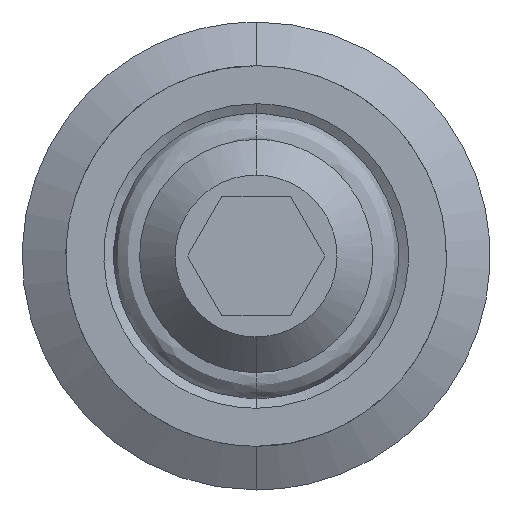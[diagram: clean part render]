
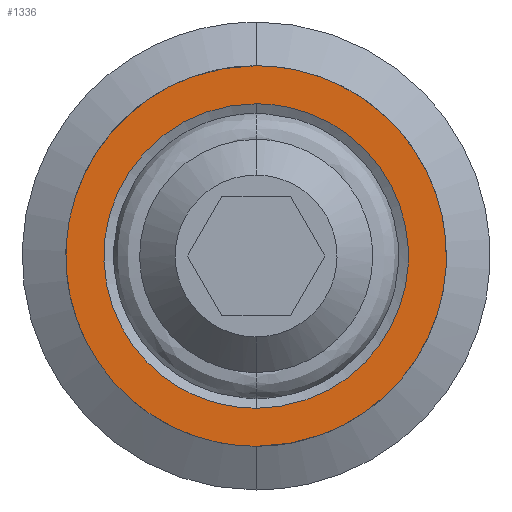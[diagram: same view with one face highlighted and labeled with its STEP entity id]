
A CAD part, front view. The second image highlights one B-rep face of the part: STEP entity #1336.
In plain terms, the highlighted free-form (B-spline) face has degree [1, 1] with [2, 2] control points.
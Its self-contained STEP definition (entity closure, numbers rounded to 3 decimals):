
#19 = CARTESIAN_POINT ( 'NONE',  ( -3.199, 4., -2.457 ) ) ;
#27 = CARTESIAN_POINT ( 'NONE',  ( -3.896, 4., 1.045 ) ) ;
#159 = ORIENTED_EDGE ( 'NONE', *, *, #1482, .T. ) ;
#219 = CARTESIAN_POINT ( 'NONE',  ( -3.999, 4., -0.525 ) ) ;
#415 = CARTESIAN_POINT ( 'NONE',  ( -3.999, 4., 0.525 ) ) ;
#439 = CARTESIAN_POINT ( 'NONE',  ( 4.047, 4., 4.047 ) ) ;
#454 = CARTESIAN_POINT ( 'NONE',  ( -6.4, 4., 3.2 ) ) ;
#471 = CARTESIAN_POINT ( 'NONE',  ( -6.4, 4., -3.2 ) ) ;
#478 = CARTESIAN_POINT ( 'NONE',  ( 0., 4., 3.2 ) ) ;
#543 = FACE_BOUND ( 'NONE', #1779, .T. ) ;
#561 = CARTESIAN_POINT ( 'NONE',  ( 1.045, 4., 3.896 ) ) ;
#569 = EDGE_CURVE ( 'NONE', #2511, #2497, #1261, .T. ) ;
#578 = CARTESIAN_POINT ( 'NONE',  ( 3.199, 4., -2.457 ) ) ;
#631 = CARTESIAN_POINT ( 'NONE',  ( -3.494, 4., -2.016 ) ) ;
#642 = CARTESIAN_POINT ( 'NONE',  ( -4.047, 4., -4.047 ) ) ;
#780 = CARTESIAN_POINT ( 'NONE',  ( 0.525, 4., 3.999 ) ) ;
#803 = CARTESIAN_POINT ( 'NONE',  ( 3.896, 4., -1.045 ) ) ;
#840 = CARTESIAN_POINT ( 'NONE',  ( 3.2, 4., -1.875 ) ) ;
#844 = EDGE_CURVE ( 'NONE', #1013, #1230, #2641, .T. ) ;
#847 = CARTESIAN_POINT ( 'NONE',  ( -3.199, 4., 2.457 ) ) ;
#859 = ORIENTED_EDGE ( 'NONE', *, *, #569, .F. ) ;
#953 = FACE_OUTER_BOUND ( 'NONE', #1074, .T. ) ;
#984 = CARTESIAN_POINT ( 'NONE',  ( 3.896, 4., 1.045 ) ) ;
#1000 = CARTESIAN_POINT ( 'NONE',  ( 0., 4., -3.999 ) ) ;
#1013 = VERTEX_POINT ( 'NONE', #2682 ) ;
#1029 = CARTESIAN_POINT ( 'NONE',  ( -1.045, 4., 3.896 ) ) ;
#1035 = CARTESIAN_POINT ( 'NONE',  ( -2.016, 4., -3.494 ) ) ;
#1055 = CARTESIAN_POINT ( 'NONE',  ( -2.457, 4., 3.199 ) ) ;
#1074 = EDGE_LOOP ( 'NONE', ( #159, #2680 ) ) ;
#1153 = CARTESIAN_POINT ( 'NONE',  ( 0., 4., 3.2 ) ) ;
#1208 = CARTESIAN_POINT ( 'NONE',  ( 3.494, 4., 2.016 ) ) ;
#1230 = VERTEX_POINT ( 'NONE', #1000 ) ;
#1237 = CARTESIAN_POINT ( 'NONE',  ( 0.525, 4., -3.999 ) ) ;
#1252 = ORIENTED_EDGE ( 'NONE', *, *, #1273, .F. ) ;
#1261 =( BOUNDED_CURVE ( )  B_SPLINE_CURVE ( 3, ( #478, #454, #471, #2406 ),
 .UNSPECIFIED., .F., .T. ) 
 B_SPLINE_CURVE_WITH_KNOTS ( ( 4, 4 ),
 ( -3.142, 0. ),
 .UNSPECIFIED. ) 
 CURVE ( )  GEOMETRIC_REPRESENTATION_ITEM ( )  RATIONAL_B_SPLINE_CURVE ( ( 1., 0.333, 0.333, 1. ) ) 
 REPRESENTATION_ITEM ( '' )  );
#1264 = CARTESIAN_POINT ( 'NONE',  ( -0.525, 4., -3.999 ) ) ;
#1273 = EDGE_CURVE ( 'NONE', #2497, #2511, #2584, .T. ) ;
#1336 = ADVANCED_FACE ( 'NONE', ( #543, #953 ), #1822, .T. ) ;
#1393 = B_SPLINE_CURVE_WITH_KNOTS ( 'NONE', 3,
 ( #1646, #1237, #2534, #2086, #2066, #578, #2491, #803, #2272, #2095, #984, #1208, #2298, #1426, #1860, #561, #780, #2277 ),
 .UNSPECIFIED., .F., .F.,
 ( 4, 2, 2, 2, 2, 2, 2, 2, 4 ),
 ( 0., 0.393, 0.785, 1.178, 1.571, 1.963, 2.356, 2.749, 3.142 ),
 .UNSPECIFIED. ) ;
#1426 = CARTESIAN_POINT ( 'NONE',  ( 2.457, 4., 3.199 ) ) ;
#1478 = CARTESIAN_POINT ( 'NONE',  ( 1.875, 4., 3.2 ) ) ;
#1482 = EDGE_CURVE ( 'NONE', #1230, #1013, #1393, .T. ) ;
#1494 = CARTESIAN_POINT ( 'NONE',  ( 1.875, 4., -3.2 ) ) ;
#1646 = CARTESIAN_POINT ( 'NONE',  ( 0., 4., -3.999 ) ) ;
#1685 = CARTESIAN_POINT ( 'NONE',  ( -2.457, 4., -3.199 ) ) ;
#1779 = EDGE_LOOP ( 'NONE', ( #1252, #859 ) ) ;
#1822 = B_SPLINE_SURFACE_WITH_KNOTS ( 'NONE', 1, 1, ( 
 ( #1944, #439 ),
 ( #642, #2161 ) ),
 .UNSPECIFIED., .F., .F., .F.,
 ( 2, 2 ),
 ( 2, 2 ),
 ( 0., 1. ),
 ( 0., 1. ),
 .UNSPECIFIED. ) ;
#1860 = CARTESIAN_POINT ( 'NONE',  ( 2.016, 4., 3.494 ) ) ;
#1921 = CARTESIAN_POINT ( 'NONE',  ( -1.045, 4., -3.896 ) ) ;
#1944 = CARTESIAN_POINT ( 'NONE',  ( -4.047, 4., 4.047 ) ) ;
#1986 = CARTESIAN_POINT ( 'NONE',  ( 0., 4., -3.2 ) ) ;
#2066 = CARTESIAN_POINT ( 'NONE',  ( 2.457, 4., -3.199 ) ) ;
#2086 = CARTESIAN_POINT ( 'NONE',  ( 2.016, 4., -3.494 ) ) ;
#2095 = CARTESIAN_POINT ( 'NONE',  ( 3.999, 4., 0.525 ) ) ;
#2131 = CARTESIAN_POINT ( 'NONE',  ( -2.016, 4., 3.494 ) ) ;
#2161 = CARTESIAN_POINT ( 'NONE',  ( 4.047, 4., -4.047 ) ) ;
#2267 = CARTESIAN_POINT ( 'NONE',  ( 0., 4., 3.999 ) ) ;
#2272 = CARTESIAN_POINT ( 'NONE',  ( 3.999, 4., -0.525 ) ) ;
#2277 = CARTESIAN_POINT ( 'NONE',  ( 0., 4., 3.999 ) ) ;
#2293 = CARTESIAN_POINT ( 'NONE',  ( -0.525, 4., 3.999 ) ) ;
#2298 = CARTESIAN_POINT ( 'NONE',  ( 3.199, 4., 2.457 ) ) ;
#2327 = CARTESIAN_POINT ( 'NONE',  ( 0., 4., 3.2 ) ) ;
#2406 = CARTESIAN_POINT ( 'NONE',  ( 0., 4., -3.2 ) ) ;
#2491 = CARTESIAN_POINT ( 'NONE',  ( 3.494, 4., -2.016 ) ) ;
#2497 = VERTEX_POINT ( 'NONE', #1986 ) ;
#2511 = VERTEX_POINT ( 'NONE', #1153 ) ;
#2534 = CARTESIAN_POINT ( 'NONE',  ( 1.045, 4., -3.896 ) ) ;
#2543 = CARTESIAN_POINT ( 'NONE',  ( 3.2, 4., 0. ) ) ;
#2549 = CARTESIAN_POINT ( 'NONE',  ( 0., 4., -3.999 ) ) ;
#2566 = CARTESIAN_POINT ( 'NONE',  ( -3.896, 4., -1.045 ) ) ;
#2584 =( BOUNDED_CURVE ( )  B_SPLINE_CURVE ( 3, ( #2760, #1494, #840, #2543, #2736, #1478, #2327 ),
 .UNSPECIFIED., .F., .F. ) 
 B_SPLINE_CURVE_WITH_KNOTS ( ( 4, 3, 4 ),
 ( -3.142, -1.571, 0. ),
 .UNSPECIFIED. ) 
 CURVE ( )  GEOMETRIC_REPRESENTATION_ITEM ( )  RATIONAL_B_SPLINE_CURVE ( ( 1., 0.805, 0.805, 1., 0.805, 0.805, 1. ) ) 
 REPRESENTATION_ITEM ( '' )  );
#2641 = B_SPLINE_CURVE_WITH_KNOTS ( 'NONE', 3,
 ( #2267, #2293, #1029, #2131, #1055, #847, #2768, #27, #415, #219, #2566, #631, #19, #1685, #1035, #1921, #1264, #2549 ),
 .UNSPECIFIED., .F., .F.,
 ( 4, 2, 2, 2, 2, 2, 2, 2, 4 ),
 ( 0., 0.393, 0.785, 1.178, 1.571, 1.963, 2.356, 2.749, 3.142 ),
 .UNSPECIFIED. ) ;
#2680 = ORIENTED_EDGE ( 'NONE', *, *, #844, .T. ) ;
#2682 = CARTESIAN_POINT ( 'NONE',  ( 0., 4., 3.999 ) ) ;
#2736 = CARTESIAN_POINT ( 'NONE',  ( 3.2, 4., 1.875 ) ) ;
#2760 = CARTESIAN_POINT ( 'NONE',  ( 0., 4., -3.2 ) ) ;
#2768 = CARTESIAN_POINT ( 'NONE',  ( -3.494, 4., 2.016 ) ) ;
